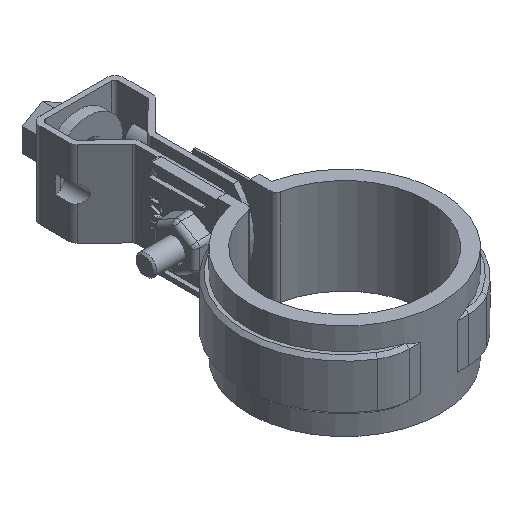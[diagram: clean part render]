
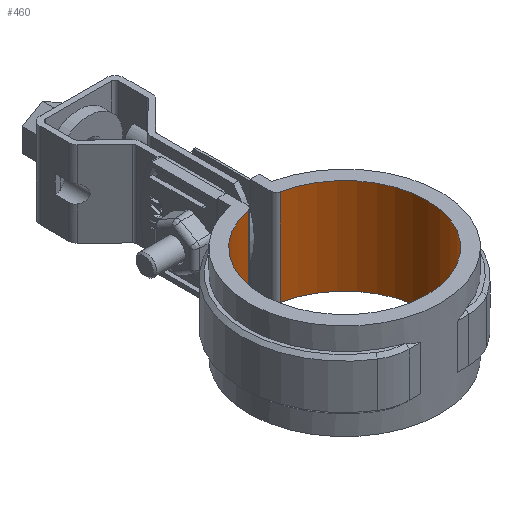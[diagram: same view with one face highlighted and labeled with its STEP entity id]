
A CAD part, isometric view. The second image highlights one B-rep face of the part: STEP entity #460.
In plain terms, the highlighted cylindrical face has radius 24 mm (diameter 48 mm), a partial arc.
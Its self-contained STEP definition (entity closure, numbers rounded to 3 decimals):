
#460 = ADVANCED_FACE( '', ( #913 ), #914, .F. );
#913 = FACE_OUTER_BOUND( '', #2179, .T. );
#914 = CYLINDRICAL_SURFACE( '', #2180, 24. );
#2179 = EDGE_LOOP( '', ( #4700, #4701, #4702, #4703 ) );
#2180 = AXIS2_PLACEMENT_3D( '', #4704, #4705, #4706 );
#4700 = ORIENTED_EDGE( '', *, *, #7501, .F. );
#4701 = ORIENTED_EDGE( '', *, *, #7502, .T. );
#4702 = ORIENTED_EDGE( '', *, *, #7503, .T. );
#4703 = ORIENTED_EDGE( '', *, *, #7484, .T. );
#4704 = CARTESIAN_POINT( '', ( 0., 0., -95.592 ) );
#4705 = DIRECTION( '', ( 0., 0., 1. ) );
#4706 = DIRECTION( '', ( -1., 0., 0. ) );
#7484 = EDGE_CURVE( '', #8699, #8697, #8700, .T. );
#7501 = EDGE_CURVE( '', #8728, #8697, #8729, .F. );
#7502 = EDGE_CURVE( '', #8728, #8730, #8731, .T. );
#7503 = EDGE_CURVE( '', #8730, #8699, #8732, .F. );
#8697 = VERTEX_POINT( '', #12009 );
#8699 = VERTEX_POINT( '', #12011 );
#8700 = LINE( '', #12012, #12013 );
#8728 = VERTEX_POINT( '', #12057 );
#8729 = CIRCLE( '', #12058, 24. );
#8730 = VERTEX_POINT( '', #12059 );
#8731 = LINE( '', #12060, #12061 );
#8732 = CIRCLE( '', #12062, 24. );
#12009 = CARTESIAN_POINT( '', ( 4.706, 23.534, -26.5 ) );
#12011 = CARTESIAN_POINT( '', ( 4.706, 23.534, 1.5 ) );
#12012 = CARTESIAN_POINT( '', ( 4.706, 23.534, -95.592 ) );
#12013 = VECTOR( '', #14007, 1000. );
#12057 = CARTESIAN_POINT( '', ( -4.706, 23.534, -26.5 ) );
#12058 = AXIS2_PLACEMENT_3D( '', #14029, #14030, #14031 );
#12059 = CARTESIAN_POINT( '', ( -4.706, 23.534, 1.5 ) );
#12060 = CARTESIAN_POINT( '', ( -4.706, 23.534, -95.592 ) );
#12061 = VECTOR( '', #14032, 1000. );
#12062 = AXIS2_PLACEMENT_3D( '', #14033, #14034, #14035 );
#14007 = DIRECTION( '', ( 0., 0., -1. ) );
#14029 = CARTESIAN_POINT( '', ( 0., 0., -26.5 ) );
#14030 = DIRECTION( '', ( 0., 0., -1. ) );
#14031 = DIRECTION( '', ( -1., 0., 0. ) );
#14032 = DIRECTION( '', ( 0., 0., 1. ) );
#14033 = CARTESIAN_POINT( '', ( 0., 0., 1.5 ) );
#14034 = DIRECTION( '', ( 0., 0., -1. ) );
#14035 = DIRECTION( '', ( -1., 0., 0. ) );
